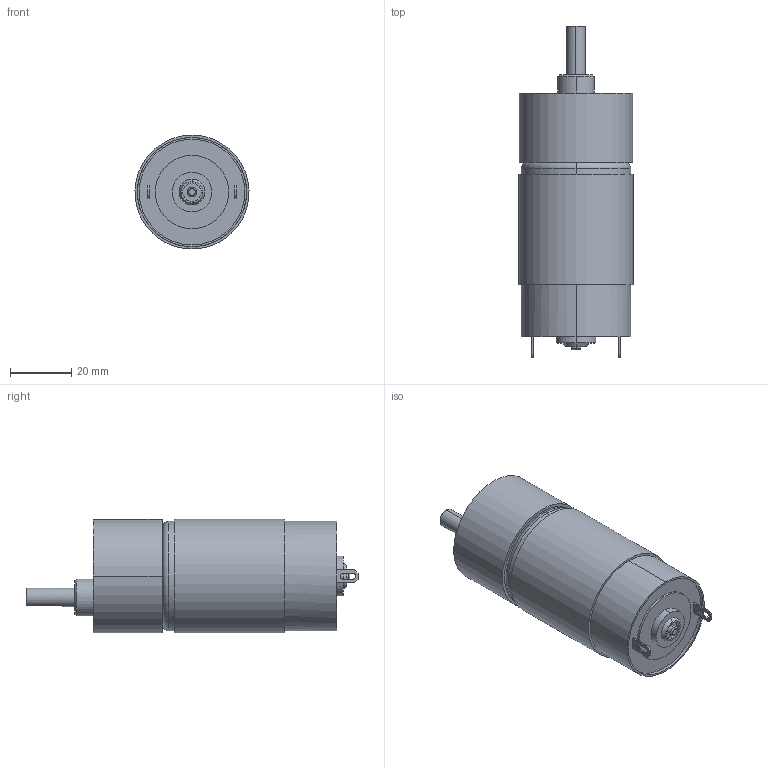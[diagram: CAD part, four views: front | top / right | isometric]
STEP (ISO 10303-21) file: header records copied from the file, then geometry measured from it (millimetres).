
FILE_DESCRIPTION((''),'2;1');
FILE_NAME('DM-37RS528-30K_ASM','2024-07-12T',('86157'),(''),'PRO/ENGINEER BY PARAMETRIC TECHNOLOGY CORPORATION, 2010280','PRO/ENGINEER BY PARAMETRIC TECHNOLOGY CORPORATION, 2010280','');
FILE_SCHEMA(('CONFIG_CONTROL_DESIGN'));
Length unit declared in the file: millimetre
Products named in the file (8): DM037P420002; D037P510E001; DM037P310004; DM037P350002; DM037P430003-; MOTOR-555; DM-37RS528-MOTOR_ASM; DM-37RS528-30K_ASM
Assembly tree (9 placements, depth 3):
  DM-37RS528-30K_ASM
    DM037P420002
    D037P510E001
    DM037P310004
    DM037P350002  x3
    DM-37RS528-MOTOR_ASM
      DM037P430003-
      MOTOR-555
Bounding box: 37.28 x 108.5 x 37.25 mm (x, y, z)
Volume: 74520.1 mm3; surface area: 21485.7 mm2
Topology: 8 solids, 19 shells, 772 faces, 1933 edges, 1271 vertices
Faces by surface type: plane 378, cylinder 268, cone 110, torus 10, sphere 6
Entity records: 22246 total; most frequent: DIRECTION 4167, CARTESIAN_POINT 3774, ORIENTED_EDGE 3566, EDGE_CURVE 1805, AXIS2_PLACEMENT_3D 1615, VERTEX_POINT 1199, VECTOR 937, LINE 937
